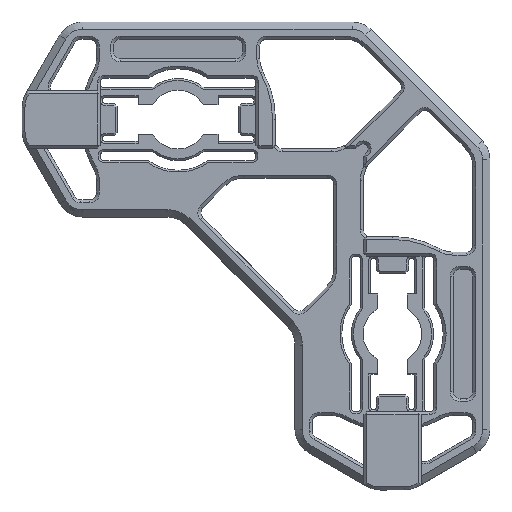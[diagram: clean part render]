
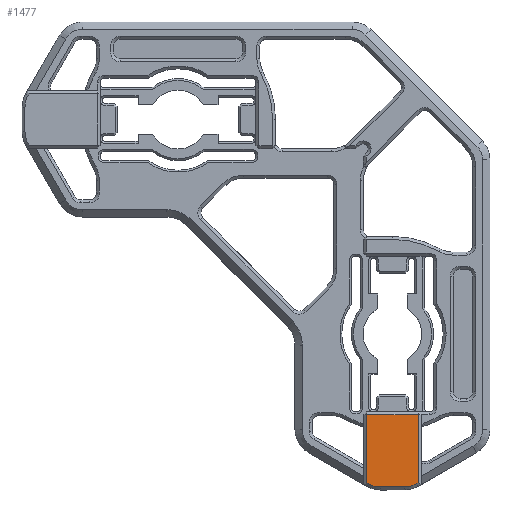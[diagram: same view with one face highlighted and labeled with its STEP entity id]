
A CAD part, top view. The second image highlights one B-rep face of the part: STEP entity #1477.
In plain terms, the highlighted planar face has unit normal (0, 0, 1).
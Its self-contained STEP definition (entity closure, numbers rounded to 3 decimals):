
#5 = CARTESIAN_POINT ( 'NONE',  ( 22., -30.3, 8.1 ) ) ;
#814 = VERTEX_POINT ( 'NONE', #18493 ) ;
#994 = DIRECTION ( 'NONE',  ( 0., 0., 1. ) ) ;
#1477 = ADVANCED_FACE ( 'NONE', ( #11283 ), #16911, .T. ) ;
#1546 = EDGE_CURVE ( 'NONE', #8600, #5785, #11476, .T. ) ;
#1604 = VERTEX_POINT ( 'NONE', #10037 ) ;
#1654 = CARTESIAN_POINT ( 'NONE',  ( 24.488, -37.372, 8.1 ) ) ;
#1779 = ORIENTED_EDGE ( 'NONE', *, *, #4821, .F. ) ;
#1817 = DIRECTION ( 'NONE',  ( 0., 0., -1. ) ) ;
#2147 = DIRECTION ( 'NONE',  ( -1., 0., 0. ) ) ;
#2173 = ORIENTED_EDGE ( 'NONE', *, *, #13410, .F. ) ;
#2232 = DIRECTION ( 'NONE',  ( 1., 0., 0. ) ) ;
#2369 = CIRCLE ( 'NONE', #16982, 2.45 ) ;
#2703 = DIRECTION ( 'NONE',  ( 0., 1., 0. ) ) ;
#3047 = AXIS2_PLACEMENT_3D ( 'NONE', #15667, #994, #2232 ) ;
#4031 = DIRECTION ( 'NONE',  ( -0.866, -0.5, 0. ) ) ;
#4163 = EDGE_CURVE ( 'NONE', #10183, #1604, #9393, .T. ) ;
#4307 = LINE ( 'NONE', #5, #14042 ) ;
#4518 = CARTESIAN_POINT ( 'NONE',  ( 24.65, -30.3, 8.1 ) ) ;
#4591 = VECTOR ( 'NONE', #10104, 1000. ) ;
#4610 = EDGE_CURVE ( 'NONE', #8600, #13074, #12883, .T. ) ;
#4821 = EDGE_CURVE ( 'NONE', #1604, #17535, #17123, .T. ) ;
#5785 = VERTEX_POINT ( 'NONE', #4518 ) ;
#5840 = LINE ( 'NONE', #11648, #10713 ) ;
#6047 = ORIENTED_EDGE ( 'NONE', *, *, #4163, .F. ) ;
#7408 = ORIENTED_EDGE ( 'NONE', *, *, #12419, .F. ) ;
#7635 = DIRECTION ( 'NONE',  ( 1., 0., 0. ) ) ;
#7929 = ORIENTED_EDGE ( 'NONE', *, *, #13538, .T. ) ;
#8600 = VERTEX_POINT ( 'NONE', #8711 ) ;
#8711 = CARTESIAN_POINT ( 'NONE',  ( 24.65, -37.278, 8.1 ) ) ;
#9393 = LINE ( 'NONE', #15196, #16485 ) ;
#10037 = CARTESIAN_POINT ( 'NONE',  ( 20.737, -37.7, 8.1 ) ) ;
#10104 = DIRECTION ( 'NONE',  ( 0., 1., 0. ) ) ;
#10183 = VERTEX_POINT ( 'NONE', #16363 ) ;
#10198 = LINE ( 'NONE', #11447, #4591 ) ;
#10211 = DIRECTION ( 'NONE',  ( 0.866, -0.5, 0. ) ) ;
#10485 = EDGE_LOOP ( 'NONE', ( #2173, #7408, #7929, #1779, #6047, #12377, #12093, #16603 ) ) ;
#10713 = VECTOR ( 'NONE', #10211, 1000. ) ;
#11283 = FACE_OUTER_BOUND ( 'NONE', #10485, .T. ) ;
#11403 = VERTEX_POINT ( 'NONE', #14245 ) ;
#11447 = CARTESIAN_POINT ( 'NONE',  ( 19.35, -33.876, 8.1 ) ) ;
#11476 = LINE ( 'NONE', #14508, #16441 ) ;
#11648 = CARTESIAN_POINT ( 'NONE',  ( 19.35, -37.278, 8.1 ) ) ;
#12093 = ORIENTED_EDGE ( 'NONE', *, *, #4610, .F. ) ;
#12377 = ORIENTED_EDGE ( 'NONE', *, *, #17995, .F. ) ;
#12419 = EDGE_CURVE ( 'NONE', #814, #11403, #10198, .T. ) ;
#12883 = LINE ( 'NONE', #14023, #16498 ) ;
#13074 = VERTEX_POINT ( 'NONE', #1654 ) ;
#13273 = DIRECTION ( 'NONE',  ( 1., 0., 0. ) ) ;
#13340 = DIRECTION ( 'NONE',  ( 1., 0., 0. ) ) ;
#13410 = EDGE_CURVE ( 'NONE', #11403, #5785, #4307, .T. ) ;
#13461 = DIRECTION ( 'NONE',  ( 0., 0., -1. ) ) ;
#13538 = EDGE_CURVE ( 'NONE', #814, #17535, #5840, .T. ) ;
#14023 = CARTESIAN_POINT ( 'NONE',  ( 24.65, -37.278, 8.1 ) ) ;
#14042 = VECTOR ( 'NONE', #13340, 1000. ) ;
#14245 = CARTESIAN_POINT ( 'NONE',  ( 19.35, -30.3, 8.1 ) ) ;
#14508 = CARTESIAN_POINT ( 'NONE',  ( 24.65, -34., 8.1 ) ) ;
#14871 = CARTESIAN_POINT ( 'NONE',  ( 20.737, -35.25, 8.1 ) ) ;
#15196 = CARTESIAN_POINT ( 'NONE',  ( 22., -37.7, 8.1 ) ) ;
#15667 = CARTESIAN_POINT ( 'NONE',  ( 19.34, -37.71, 8.1 ) ) ;
#15898 = AXIS2_PLACEMENT_3D ( 'NONE', #14871, #1817, #7635 ) ;
#16363 = CARTESIAN_POINT ( 'NONE',  ( 23.263, -37.7, 8.1 ) ) ;
#16441 = VECTOR ( 'NONE', #2703, 1000. ) ;
#16485 = VECTOR ( 'NONE', #2147, 1000. ) ;
#16498 = VECTOR ( 'NONE', #4031, 1000. ) ;
#16603 = ORIENTED_EDGE ( 'NONE', *, *, #1546, .T. ) ;
#16911 = PLANE ( 'NONE',  #3047 ) ;
#16982 = AXIS2_PLACEMENT_3D ( 'NONE', #17958, #13461, #13273 ) ;
#17123 = CIRCLE ( 'NONE', #15898, 2.45 ) ;
#17535 = VERTEX_POINT ( 'NONE', #18857 ) ;
#17958 = CARTESIAN_POINT ( 'NONE',  ( 23.263, -35.25, 8.1 ) ) ;
#17995 = EDGE_CURVE ( 'NONE', #13074, #10183, #2369, .T. ) ;
#18493 = CARTESIAN_POINT ( 'NONE',  ( 19.35, -37.278, 8.1 ) ) ;
#18857 = CARTESIAN_POINT ( 'NONE',  ( 19.512, -37.372, 8.1 ) ) ;
